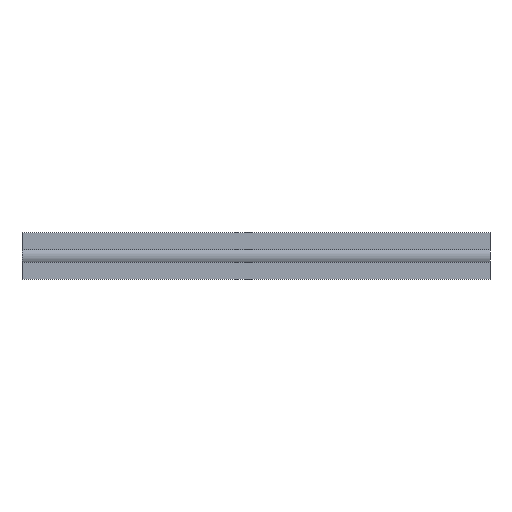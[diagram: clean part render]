
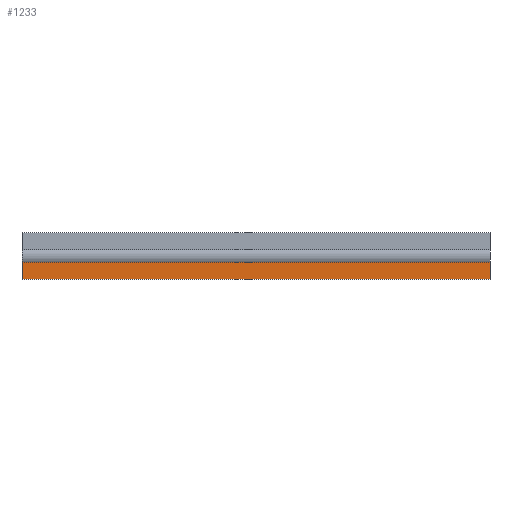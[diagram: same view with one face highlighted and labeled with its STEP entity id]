
A CAD part, left-side view. The second image highlights one B-rep face of the part: STEP entity #1233.
In plain terms, the highlighted planar face has unit normal (-1, 0, 0).
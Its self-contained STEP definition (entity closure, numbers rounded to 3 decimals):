
#40 = LINE ( 'NONE', #1202, #1024 ) ;
#66 = CARTESIAN_POINT ( 'NONE',  ( -15.001, 300., -4.001 ) ) ;
#87 = CARTESIAN_POINT ( 'NONE',  ( -15.001, 300., -15.001 ) ) ;
#157 = ORIENTED_EDGE ( 'NONE', *, *, #1268, .F. ) ;
#171 = VERTEX_POINT ( 'NONE', #610 ) ;
#176 = FACE_OUTER_BOUND ( 'NONE', #1128, .T. ) ;
#204 = CARTESIAN_POINT ( 'NONE',  ( -15.001, 300., -15.001 ) ) ;
#216 = CARTESIAN_POINT ( 'NONE',  ( -15.001, 300., -4.001 ) ) ;
#242 = VECTOR ( 'NONE', #477, 1000. ) ;
#290 = VERTEX_POINT ( 'NONE', #216 ) ;
#428 = LINE ( 'NONE', #1066, #1247 ) ;
#477 = DIRECTION ( 'NONE',  ( 0., -1., 0. ) ) ;
#487 = DIRECTION ( 'NONE',  ( 0., 0., -1. ) ) ;
#521 = LINE ( 'NONE', #66, #242 ) ;
#592 = DIRECTION ( 'NONE',  ( 0., 0., 1. ) ) ;
#610 = CARTESIAN_POINT ( 'NONE',  ( -15.001, 0., -4.001 ) ) ;
#621 = ORIENTED_EDGE ( 'NONE', *, *, #1085, .T. ) ;
#772 = DIRECTION ( 'NONE',  ( 0., 0., 1. ) ) ;
#799 = LINE ( 'NONE', #204, #1193 ) ;
#912 = CARTESIAN_POINT ( 'NONE',  ( -15.001, 0., -15.001 ) ) ;
#990 = CARTESIAN_POINT ( 'NONE',  ( -15.001, 300., -15.001 ) ) ;
#1024 = VECTOR ( 'NONE', #592, 1000. ) ;
#1066 = CARTESIAN_POINT ( 'NONE',  ( -15.001, 0., -15.001 ) ) ;
#1070 = ORIENTED_EDGE ( 'NONE', *, *, #1371, .T. ) ;
#1073 = ORIENTED_EDGE ( 'NONE', *, *, #1204, .F. ) ;
#1085 = EDGE_CURVE ( 'NONE', #1361, #171, #428, .T. ) ;
#1128 = EDGE_LOOP ( 'NONE', ( #621, #157, #1073, #1070 ) ) ;
#1193 = VECTOR ( 'NONE', #1351, 1000. ) ;
#1202 = CARTESIAN_POINT ( 'NONE',  ( -15.001, 300., -15.001 ) ) ;
#1204 = EDGE_CURVE ( 'NONE', #1325, #290, #40, .T. ) ;
#1210 = PLANE ( 'NONE',  #1271 ) ;
#1219 = DIRECTION ( 'NONE',  ( 1., 0., 0. ) ) ;
#1233 = ADVANCED_FACE ( 'NONE', ( #176 ), #1210, .F. ) ;
#1247 = VECTOR ( 'NONE', #772, 1000. ) ;
#1268 = EDGE_CURVE ( 'NONE', #290, #171, #521, .T. ) ;
#1271 = AXIS2_PLACEMENT_3D ( 'NONE', #990, #1219, #487 ) ;
#1325 = VERTEX_POINT ( 'NONE', #87 ) ;
#1351 = DIRECTION ( 'NONE',  ( 0., -1., 0. ) ) ;
#1361 = VERTEX_POINT ( 'NONE', #912 ) ;
#1371 = EDGE_CURVE ( 'NONE', #1325, #1361, #799, .T. ) ;
